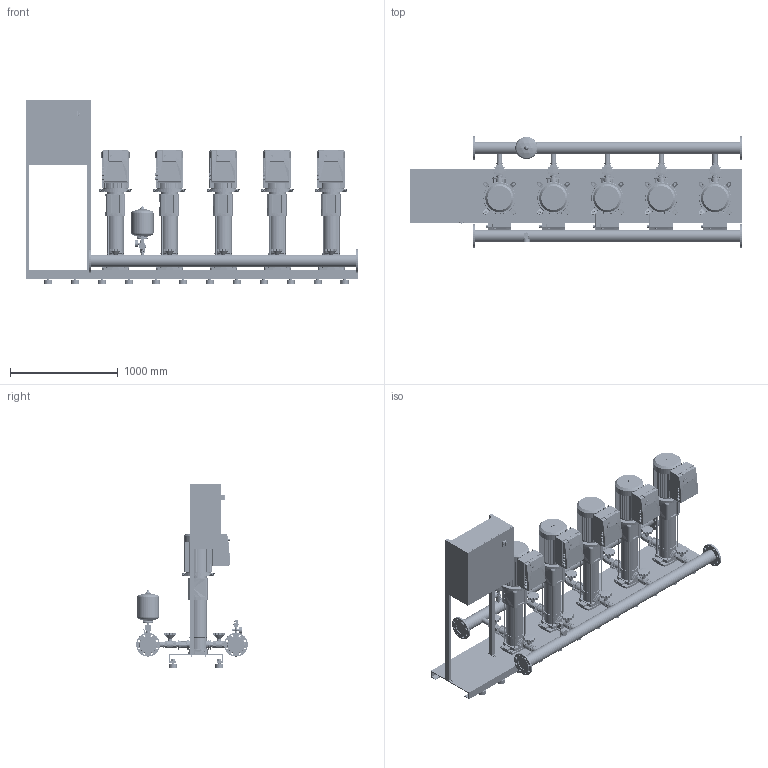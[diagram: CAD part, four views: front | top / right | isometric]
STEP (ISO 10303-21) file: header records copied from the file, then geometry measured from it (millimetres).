
FILE_DESCRIPTION((''),'2;1');
FILE_NAME('3d_COR-5HELIXVE1605_K_CCE-01-2532344.stp','2015-10-05T07:20:20',(''),(''),'Mechanical Desktop 2009','Mechanical Desktop 2009',', , ');
FILE_SCHEMA(('CONFIG_CONTROL_DESIGN'));
Length unit declared in the file: millimetre
Products named in the file (1): Product
Bounding box: 3080 x 1036 x 1705 mm (x, y, z)
Volume: 419931010.2 mm3; surface area: 22841166.5 mm2
Topology: 286 solids, 286 shells, 8962 faces, 22546 edges, 14517 vertices
Faces by surface type: cylinder 3051, plane 2642, bspline 2408, torus 402, cone 333, sphere 126
Entity records: 294840 total; most frequent: CARTESIAN_POINT 82869, ORIENTED_EDGE 44828, DIRECTION 42573, EDGE_CURVE 22414, AXIS2_PLACEMENT_3D 15009, VERTEX_POINT 14511, VECTOR 12555, LINE 12555
